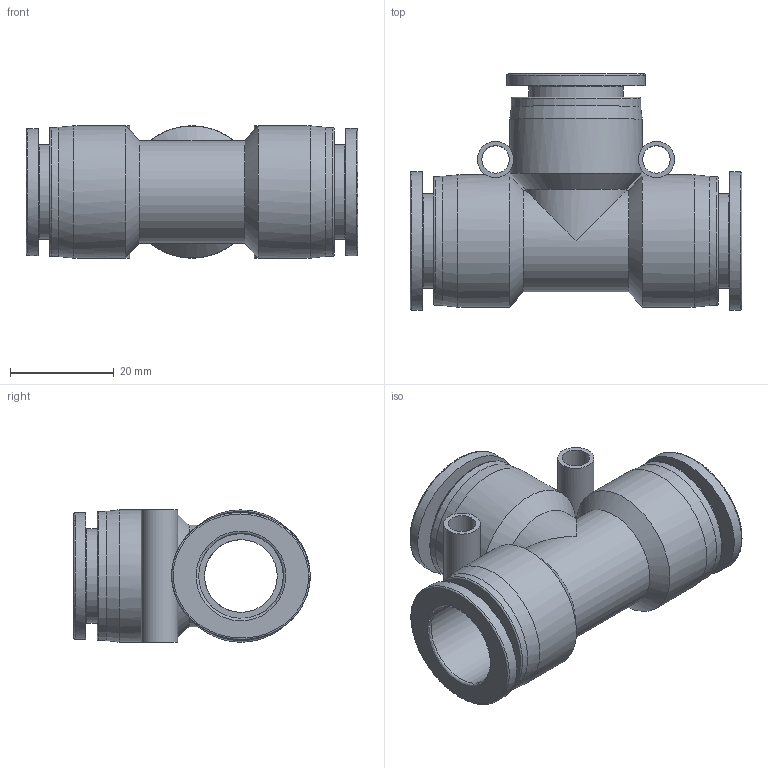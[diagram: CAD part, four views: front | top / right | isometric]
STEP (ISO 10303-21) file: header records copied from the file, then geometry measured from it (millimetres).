
FILE_DESCRIPTION(('FreeCAD Model'),'2;1');
FILE_NAME('Open CASCADE Shape Model','2025-05-12T18:26:35',('Author'),( ''),'Open CASCADE STEP processor 7.8','FreeCAD','Unknown');
FILE_SCHEMA(('AUTOMOTIVE_DESIGN { 1 0 10303 214 1 1 1 1 }'));
Length unit declared in the file: millimetre
Products named in the file (2): PE16; PE16-A
Assembly tree (1 placements, depth 2):
  PE16
    PE16-A
Bounding box: 63.9 x 45.54 x 25.5 mm (x, y, z)
Volume: 20615.2 mm3; surface area: 14920.1 mm2
Topology: 1 solids, 1 shells, 63 faces, 146 edges, 94 vertices
Faces by surface type: cylinder 21, plane 20, torus 9, cone 7, bspline 6
Full cylindrical faces by diameter (mm): 5.3 x2, 7 x2, 14 x2, 16.3 x3, 18.2 x3, 24.9 x3, 25.5 x3
Entity records: 10117 total; most frequent: CARTESIAN_POINT 7097, DIRECTION 473, ORIENTED_EDGE 292, PCURVE 292, DEFINITIONAL_REPRESENTATION 292, LINE 216, VECTOR 216, EDGE_CURVE 146
